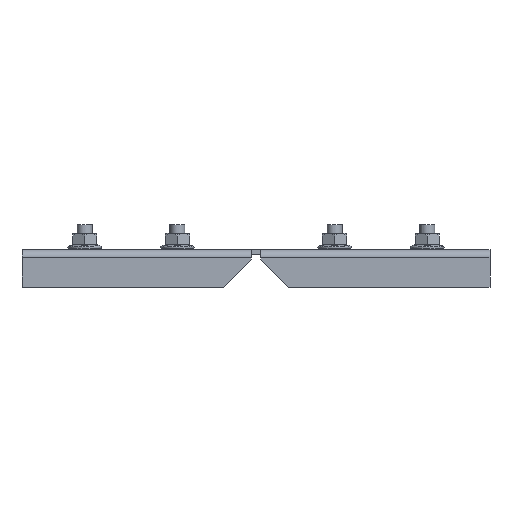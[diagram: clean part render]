
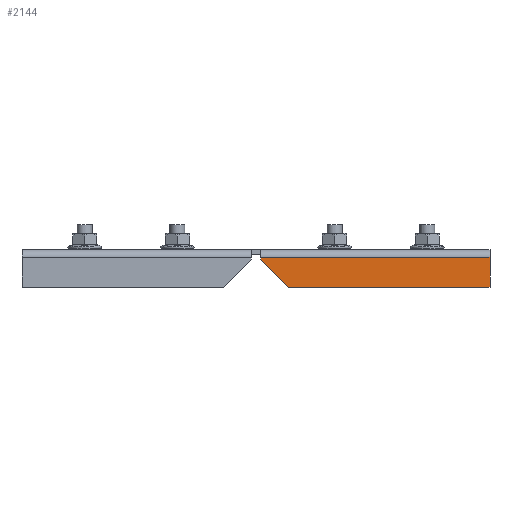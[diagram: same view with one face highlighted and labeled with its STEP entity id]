
A CAD part, front view. The second image highlights one B-rep face of the part: STEP entity #2144.
In plain terms, the highlighted planar face has unit normal (0, -1, 0).
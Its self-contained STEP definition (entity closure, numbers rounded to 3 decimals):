
#101 = ORIENTED_EDGE ( 'NONE', *, *, #1048, .F. ) ;
#351 = VECTOR ( 'NONE', #8231, 1000. ) ;
#534 = LINE ( 'NONE', #4304, #6331 ) ;
#794 = VECTOR ( 'NONE', #3671, 1000. ) ;
#1048 = EDGE_CURVE ( 'NONE', #10276, #2008, #11908, .T. ) ;
#1134 = CARTESIAN_POINT ( 'NONE',  ( 2.5, 0., -4. ) ) ;
#1953 = VECTOR ( 'NONE', #3841, 1000. ) ;
#2008 = VERTEX_POINT ( 'NONE', #1134 ) ;
#2144 = ADVANCED_FACE ( 'NONE', ( #4502 ), #8261, .T. ) ;
#2263 = DIRECTION ( 'NONE',  ( -1., 0., 0. ) ) ;
#2371 = VERTEX_POINT ( 'NONE', #7211 ) ;
#2594 = ORIENTED_EDGE ( 'NONE', *, *, #6975, .T. ) ;
#2862 = CARTESIAN_POINT ( 'NONE',  ( 125., 0., -20. ) ) ;
#3105 = CARTESIAN_POINT ( 'NONE',  ( 17.5, 0., -20. ) ) ;
#3665 = LINE ( 'NONE', #4471, #351 ) ;
#3671 = DIRECTION ( 'NONE',  ( -0.707, 0., 0.707 ) ) ;
#3695 = EDGE_CURVE ( 'NONE', #2371, #2008, #3665, .T. ) ;
#3841 = DIRECTION ( 'NONE',  ( 0., 0., 1. ) ) ;
#4304 = CARTESIAN_POINT ( 'NONE',  ( 125., 0., -20. ) ) ;
#4471 = CARTESIAN_POINT ( 'NONE',  ( 125., 0., -4. ) ) ;
#4502 = FACE_OUTER_BOUND ( 'NONE', #6152, .T. ) ;
#4953 = CARTESIAN_POINT ( 'NONE',  ( 17.5, 0., -20. ) ) ;
#4987 = LINE ( 'NONE', #3105, #794 ) ;
#5246 = CARTESIAN_POINT ( 'NONE',  ( 2.5, 0., -5. ) ) ;
#5722 = AXIS2_PLACEMENT_3D ( 'NONE', #2862, #11359, #6584 ) ;
#6152 = EDGE_LOOP ( 'NONE', ( #101, #6478, #6887, #2594, #11125 ) ) ;
#6331 = VECTOR ( 'NONE', #2263, 1000. ) ;
#6478 = ORIENTED_EDGE ( 'NONE', *, *, #11029, .F. ) ;
#6584 = DIRECTION ( 'NONE',  ( 0., 0., -1. ) ) ;
#6887 = ORIENTED_EDGE ( 'NONE', *, *, #8171, .F. ) ;
#6975 = EDGE_CURVE ( 'NONE', #12056, #2371, #7667, .T. ) ;
#7211 = CARTESIAN_POINT ( 'NONE',  ( 125., 0., -4. ) ) ;
#7245 = VERTEX_POINT ( 'NONE', #4953 ) ;
#7667 = LINE ( 'NONE', #11352, #1953 ) ;
#7988 = CARTESIAN_POINT ( 'NONE',  ( 125., 0., -20. ) ) ;
#8171 = EDGE_CURVE ( 'NONE', #12056, #7245, #534, .T. ) ;
#8231 = DIRECTION ( 'NONE',  ( -1., 0., 0. ) ) ;
#8233 = VECTOR ( 'NONE', #10975, 1000. ) ;
#8261 = PLANE ( 'NONE',  #5722 ) ;
#8517 = CARTESIAN_POINT ( 'NONE',  ( 2.5, 0., -5. ) ) ;
#10276 = VERTEX_POINT ( 'NONE', #5246 ) ;
#10975 = DIRECTION ( 'NONE',  ( 0., 0., 1. ) ) ;
#11029 = EDGE_CURVE ( 'NONE', #7245, #10276, #4987, .T. ) ;
#11125 = ORIENTED_EDGE ( 'NONE', *, *, #3695, .T. ) ;
#11352 = CARTESIAN_POINT ( 'NONE',  ( 125., 0., -20. ) ) ;
#11359 = DIRECTION ( 'NONE',  ( 0., -1., 0. ) ) ;
#11908 = LINE ( 'NONE', #8517, #8233 ) ;
#12056 = VERTEX_POINT ( 'NONE', #7988 ) ;
